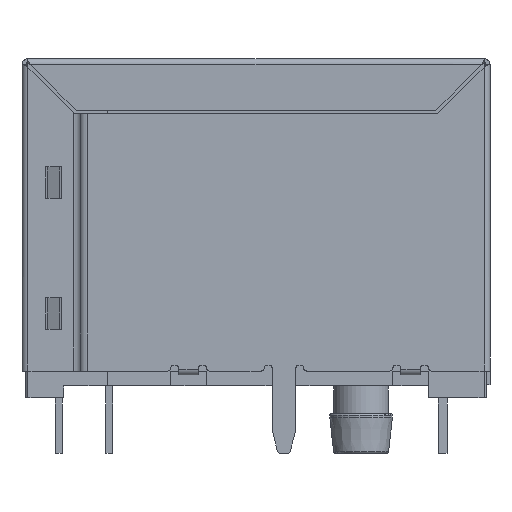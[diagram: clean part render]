
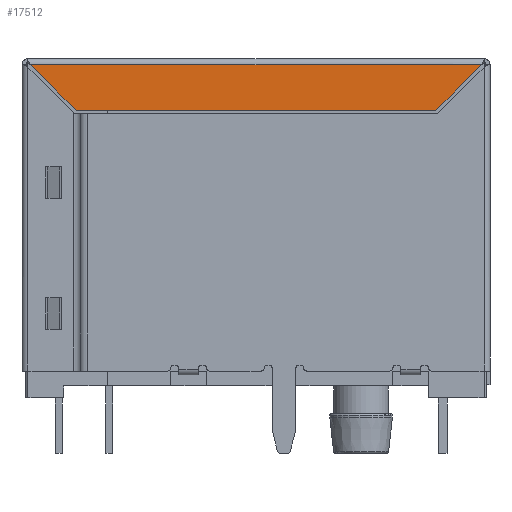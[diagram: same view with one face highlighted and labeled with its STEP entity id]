
A CAD part, left-side view. The second image highlights one B-rep face of the part: STEP entity #17512.
In plain terms, the highlighted planar face has unit normal (-1, 0, 0).
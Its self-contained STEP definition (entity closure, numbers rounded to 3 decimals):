
#2169=ORIENTED_EDGE('',*,*,#5439,.T.);
#2170=ORIENTED_EDGE('',*,*,#5434,.T.);
#2171=ORIENTED_EDGE('',*,*,#5440,.T.);
#2172=ORIENTED_EDGE('',*,*,#5437,.T.);
#5434=EDGE_CURVE('',#7092,#7090,#8303,.T.);
#5437=EDGE_CURVE('',#7097,#7096,#8306,.T.);
#5439=EDGE_CURVE('',#7096,#7092,#8308,.T.);
#5440=EDGE_CURVE('',#7090,#7097,#8309,.T.);
#7090=VERTEX_POINT('',#24394);
#7092=VERTEX_POINT('',#24409);
#7096=VERTEX_POINT('',#24433);
#7097=VERTEX_POINT('',#24435);
#8303=LINE('',#24428,#9685);
#8306=LINE('',#24434,#9688);
#8308=LINE('',#24438,#9690);
#8309=LINE('',#24439,#9691);
#9685=VECTOR('',#20574,1000.);
#9688=VECTOR('',#20579,1000.);
#9690=VECTOR('',#20583,1000.);
#9691=VECTOR('',#20584,1000.);
#10623=EDGE_LOOP('',(#2169,#2170,#2171,#2172));
#11379=FACE_BOUND('',#10623,.T.);
#12062=PLANE('',#18427);
#17512=ADVANCED_FACE('',(#11379),#12062,.T.);
#18427=AXIS2_PLACEMENT_3D('',#24437,#20581,#20582);
#20574=DIRECTION('',(0.,1.,0.));
#20579=DIRECTION('',(0.,-1.,0.));
#20581=DIRECTION('',(-1.,0.,0.));
#20582=DIRECTION('',(0.,0.,1.));
#20583=DIRECTION('',(0.,-0.707,0.707));
#20584=DIRECTION('',(0.,-0.707,-0.707));
#24394=CARTESIAN_POINT('',(-8.3,16.67,16.8));
#24409=CARTESIAN_POINT('',(-8.3,-6.07,16.8));
#24428=CARTESIAN_POINT('',(-8.3,-6.07,16.8));
#24433=CARTESIAN_POINT('',(-8.3,-3.77,14.5));
#24434=CARTESIAN_POINT('',(-8.3,14.37,14.5));
#24435=CARTESIAN_POINT('',(-8.3,14.37,14.5));
#24437=CARTESIAN_POINT('',(-8.3,-6.2,16.93));
#24438=CARTESIAN_POINT('',(-8.3,-3.77,14.5));
#24439=CARTESIAN_POINT('',(-8.3,16.8,16.93));
